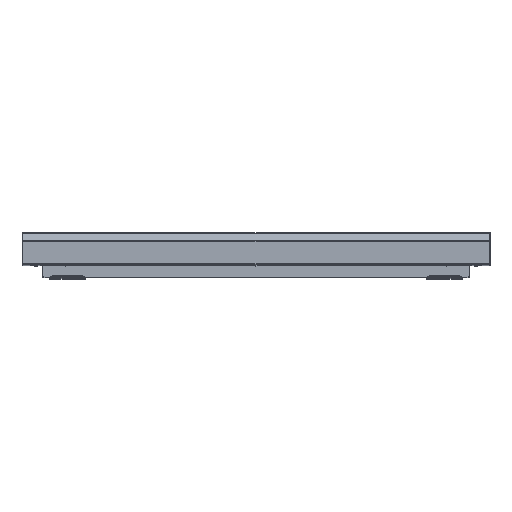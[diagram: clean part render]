
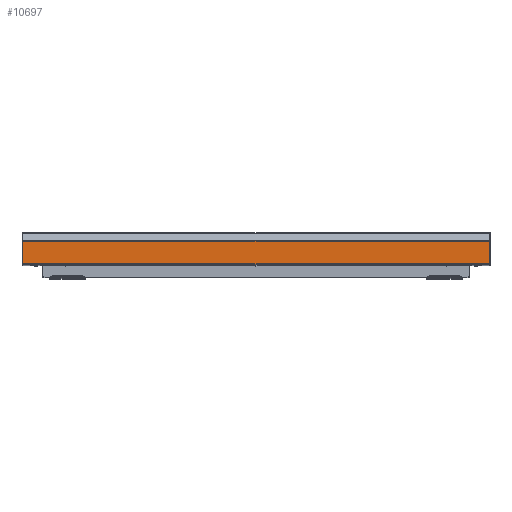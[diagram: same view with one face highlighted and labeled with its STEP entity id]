
A CAD part, top view. The second image highlights one B-rep face of the part: STEP entity #10697.
In plain terms, the highlighted planar face has unit normal (0, 0, 1).
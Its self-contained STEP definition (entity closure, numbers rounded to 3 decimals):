
#697 = EDGE_CURVE ( 'NONE', #15242, #13858, #13323, .T. ) ;
#1463 = DIRECTION ( 'NONE',  ( 1., 0., 0. ) ) ;
#1545 = CARTESIAN_POINT ( 'NONE',  ( -527.5, -69.906, 543. ) ) ;
#2878 = CARTESIAN_POINT ( 'NONE',  ( -527.5, -69.906, 543. ) ) ;
#2913 = CARTESIAN_POINT ( 'NONE',  ( -527.5, -19.054, 543. ) ) ;
#2974 = CARTESIAN_POINT ( 'NONE',  ( 527.5, -19.054, 543. ) ) ;
#3263 = CARTESIAN_POINT ( 'NONE',  ( -527.5, -19.054, 543. ) ) ;
#3288 = ORIENTED_EDGE ( 'NONE', *, *, #697, .F. ) ;
#3521 = VERTEX_POINT ( 'NONE', #13510 ) ;
#3763 = LINE ( 'NONE', #2878, #13319 ) ;
#3837 = DIRECTION ( 'NONE',  ( 0., -1., 0. ) ) ;
#4462 = VECTOR ( 'NONE', #12979, 1000. ) ;
#5723 = DIRECTION ( 'NONE',  ( 1., 0., 0. ) ) ;
#6303 = VECTOR ( 'NONE', #3837, 1000. ) ;
#6325 = EDGE_CURVE ( 'NONE', #15242, #6932, #14162, .T. ) ;
#6932 = VERTEX_POINT ( 'NONE', #1545 ) ;
#7145 = EDGE_LOOP ( 'NONE', ( #8550, #8770, #3288, #13691 ) ) ;
#7244 = VECTOR ( 'NONE', #7723, 1000. ) ;
#7723 = DIRECTION ( 'NONE',  ( 1., 0., 0. ) ) ;
#8185 = CARTESIAN_POINT ( 'NONE',  ( -527.5, -19.054, 543. ) ) ;
#8550 = ORIENTED_EDGE ( 'NONE', *, *, #9898, .T. ) ;
#8669 = CARTESIAN_POINT ( 'NONE',  ( 527.5, -19.054, 543. ) ) ;
#8770 = ORIENTED_EDGE ( 'NONE', *, *, #11436, .F. ) ;
#8820 = AXIS2_PLACEMENT_3D ( 'NONE', #3263, #12911, #5723 ) ;
#9585 = FACE_OUTER_BOUND ( 'NONE', #7145, .T. ) ;
#9898 = EDGE_CURVE ( 'NONE', #6932, #3521, #3763, .T. ) ;
#10697 = ADVANCED_FACE ( 'NONE', ( #9585 ), #13205, .T. ) ;
#11113 = CARTESIAN_POINT ( 'NONE',  ( -527.5, -19.054, 543. ) ) ;
#11436 = EDGE_CURVE ( 'NONE', #13858, #3521, #14645, .T. ) ;
#12911 = DIRECTION ( 'NONE',  ( 0., 0., 1. ) ) ;
#12979 = DIRECTION ( 'NONE',  ( 0., -1., 0. ) ) ;
#13205 = PLANE ( 'NONE',  #8820 ) ;
#13319 = VECTOR ( 'NONE', #1463, 1000. ) ;
#13323 = LINE ( 'NONE', #11113, #7244 ) ;
#13510 = CARTESIAN_POINT ( 'NONE',  ( 527.5, -69.906, 543. ) ) ;
#13691 = ORIENTED_EDGE ( 'NONE', *, *, #6325, .T. ) ;
#13858 = VERTEX_POINT ( 'NONE', #2974 ) ;
#14162 = LINE ( 'NONE', #8185, #4462 ) ;
#14645 = LINE ( 'NONE', #8669, #6303 ) ;
#15242 = VERTEX_POINT ( 'NONE', #2913 ) ;
